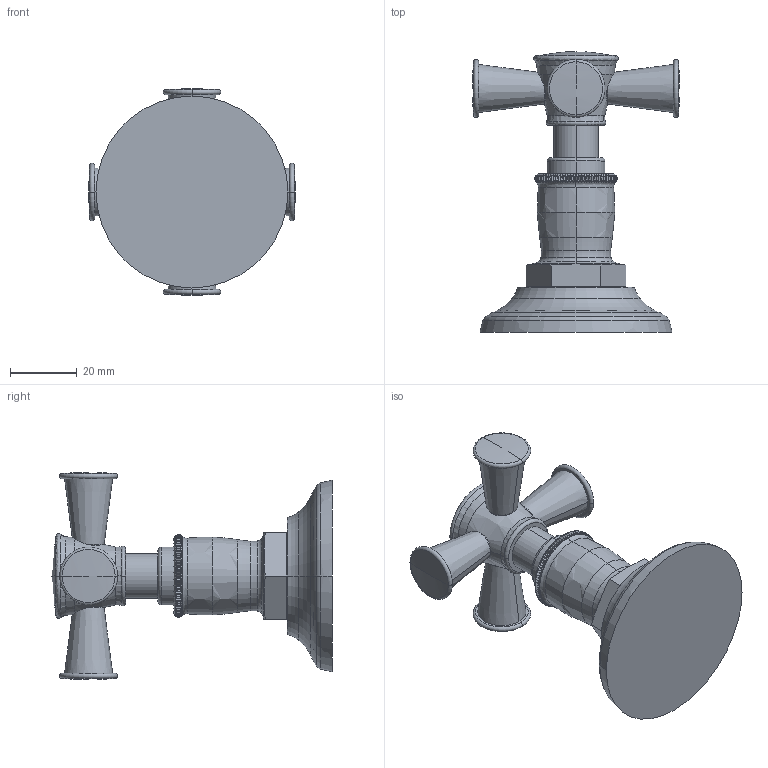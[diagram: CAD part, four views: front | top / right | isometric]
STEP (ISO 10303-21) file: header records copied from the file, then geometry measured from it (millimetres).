
FILE_DESCRIPTION((''),'2;1');
FILE_NAME('3-562','2021-01-04T11:29:16',('jinson.thomas'),(''),'CREO PARAMETRIC BY PTC INC, 2018400','CREO PARAMETRIC BY PTC INC, 2018400','');
FILE_SCHEMA(('CONFIG_CONTROL_DESIGN'));
Length unit declared in the file: inch
Products named in the file (1): 3-562
Bounding box: 62.23 x 84.38 x 62.23 mm (x, y, z)
Volume: 59497.9 mm3; surface area: 15730.5 mm2
Topology: 1 solids, 1 shells, 374 faces, 1054 edges, 681 vertices
Faces by surface type: plane 200, bspline 118, torus 32, sphere 10, cone 8, cylinder 6
Entity records: 17231 total; most frequent: CARTESIAN_POINT 8912, ORIENTED_EDGE 2088, DIRECTION 1210, EDGE_CURVE 1044, VERTEX_POINT 681, B_SPLINE_CURVE_WITH_KNOTS 590, AXIS2_PLACEMENT_3D 500, EDGE_LOOP 383
